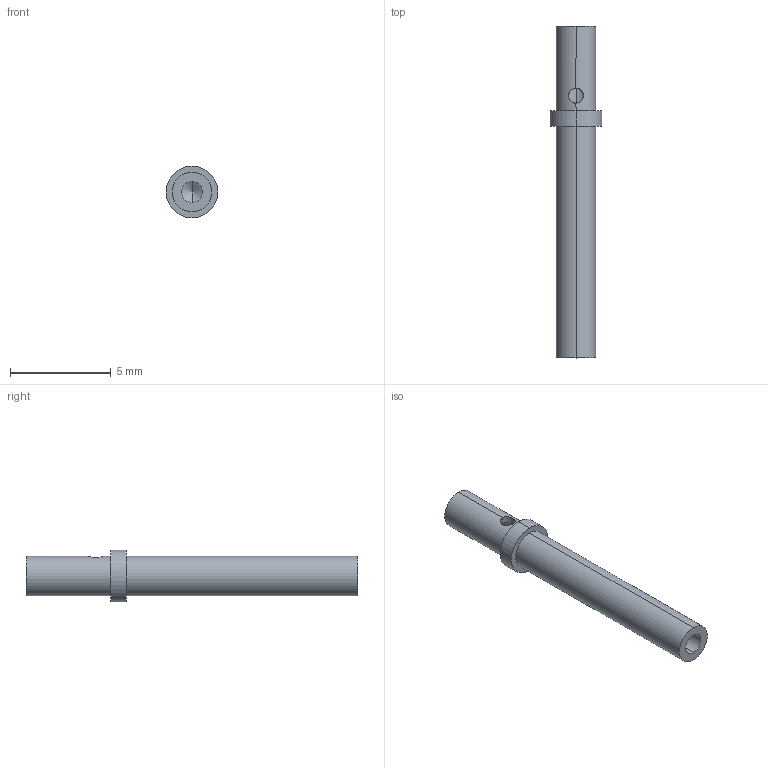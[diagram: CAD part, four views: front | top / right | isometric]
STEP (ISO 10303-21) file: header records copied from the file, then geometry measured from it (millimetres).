
FILE_DESCRIPTION (( 'STEP AP203' ), '1' );
FILE_NAME ('A10927-1-CN.STEP', '2013-11-19T14:51:35', ( '' ), ( '' ), 'SwSTEP 2.0', 'SolidWorks 2012', '' );
FILE_SCHEMA (( 'CONFIG_CONTROL_DESIGN' ));
Length unit declared in the file: inch
Products named in the file (1): A10927-1-CN
Bounding box: 2.58 x 16.46 x 2.58 mm (x, y, z)
Volume: 39.7 mm3; surface area: 152.7 mm2
Topology: 1 solids, 1 shells, 20 faces, 47 edges, 27 vertices
Faces by surface type: cylinder 12, cone 4, plane 4
Entity records: 664 total; most frequent: CARTESIAN_POINT 137, DIRECTION 99, ORIENTED_EDGE 86, EDGE_CURVE 43, AXIS2_PLACEMENT_3D 41, VERTEX_POINT 27, EDGE_LOOP 24, ADVANCED_FACE 20
